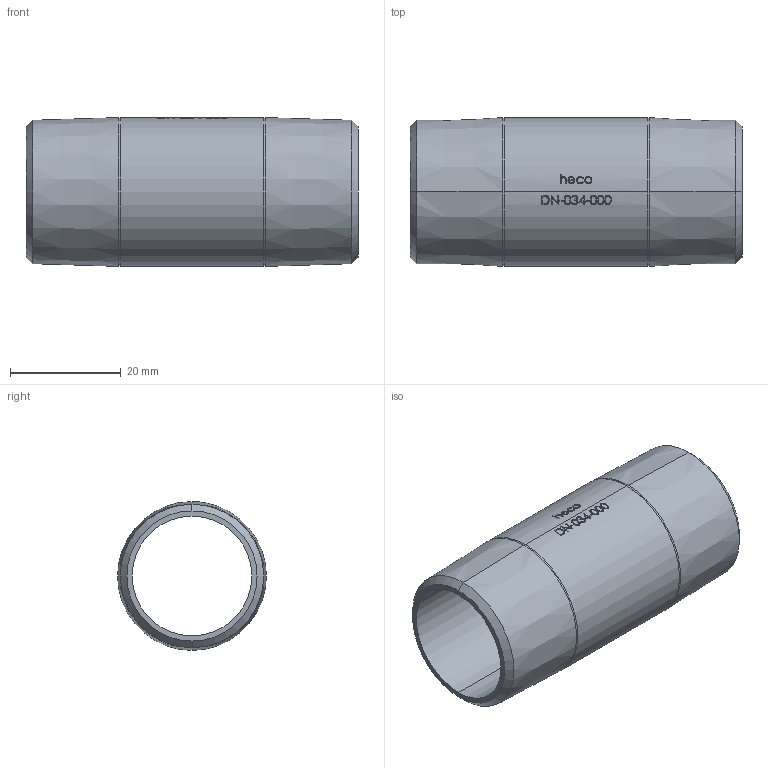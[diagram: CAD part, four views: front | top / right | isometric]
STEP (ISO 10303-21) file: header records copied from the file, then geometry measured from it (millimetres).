
FILE_DESCRIPTION (( 'STEP AP214' ), '1' );
FILE_NAME ('DN-034-000-x Doppelnippel heco.STEP', '2018-05-22T06:50:11', ( '' ), ( '' ), 'SwSTEP 2.0', 'SolidWorks 2016', '' );
FILE_SCHEMA (( 'AUTOMOTIVE_DESIGN' ));
Length unit declared in the file: millimetre
Products named in the file (1): DN-034-000-x Doppelnippel heco
Bounding box: 60 x 26.9 x 26.9 mm (x, y, z)
Volume: 11262 mm3; surface area: 9296.8 mm2
Topology: 1 solids, 1 shells, 187 faces, 475 edges, 314 vertices
Faces by surface type: bspline 99, plane 50, cylinder 30, cone 8
Entity records: 17840 total; most frequent: CARTESIAN_POINT 12376, ORIENTED_EDGE 950, EDGE_CURVE 475, DIRECTION 409, VERTEX_POINT 314, B_SPLINE_CURVE_WITH_KNOTS 310, EDGE_LOOP 213, FACE_OUTER_BOUND 187
